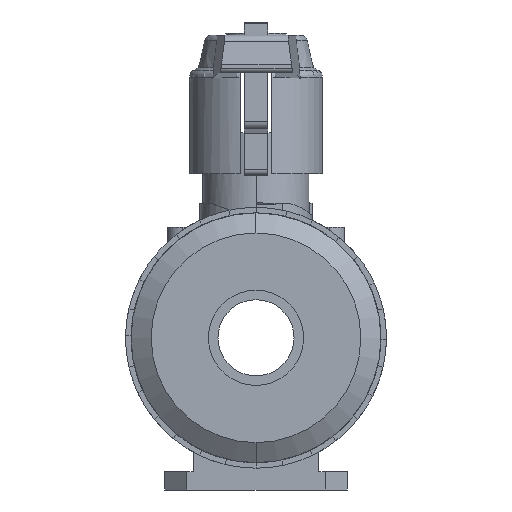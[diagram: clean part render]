
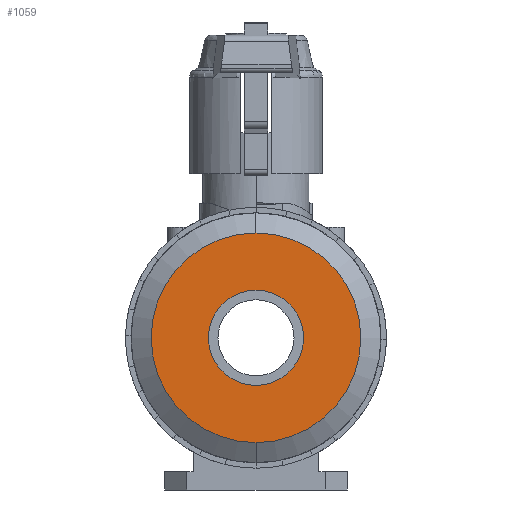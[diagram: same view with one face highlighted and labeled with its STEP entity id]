
A CAD part, left-side view. The second image highlights one B-rep face of the part: STEP entity #1059.
In plain terms, the highlighted planar face has unit normal (-1, 0, 0).
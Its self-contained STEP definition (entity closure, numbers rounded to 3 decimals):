
#1059=ADVANCED_FACE('',(#2133,#2134),#2135,.T.);
#2133=FACE_BOUND('',#3209,.T.);
#2134=FACE_OUTER_BOUND('',#3210,.T.);
#2135=PLANE('',#3211);
#3209=EDGE_LOOP('',(#6560,#6561));
#3210=EDGE_LOOP('',(#6562,#6563));
#3211=AXIS2_PLACEMENT_3D('',#6564,#6565,#6566);
#6560=ORIENTED_EDGE('',*,*,#6653,.F.);
#6561=ORIENTED_EDGE('',*,*,#7995,.F.);
#6562=ORIENTED_EDGE('',*,*,#6695,.F.);
#6563=ORIENTED_EDGE('',*,*,#7996,.F.);
#6564=CARTESIAN_POINT('',(-44.7,0.0,26.225));
#6565=DIRECTION('',(-1.0,0.0,0.0));
#6566=DIRECTION('',(0.0,0.0,1.0));
#6653=EDGE_CURVE('',#8009,#8012,#8013,.T.);
#6695=EDGE_CURVE('',#8090,#8093,#8094,.T.);
#7995=EDGE_CURVE('',#8012,#8009,#10018,.T.);
#7996=EDGE_CURVE('',#8093,#8090,#10019,.T.);
#8009=VERTEX_POINT('',#10032);
#8012=VERTEX_POINT('',#10036);
#8013=CIRCLE('',#10037,12.5);
#8090=VERTEX_POINT('',#10133);
#8093=VERTEX_POINT('',#10137);
#8094=CIRCLE('',#10138,27.55);
#10018=CIRCLE('',#13546,12.5);
#10019=CIRCLE('',#13547,27.55);
#10032=CARTESIAN_POINT('',(-44.7,0.0,27.5));
#10036=CARTESIAN_POINT('',(-44.7,0.,52.5));
#10037=AXIS2_PLACEMENT_3D('',#13560,#13561,#13562);
#10133=CARTESIAN_POINT('',(-44.7,0.0,12.45));
#10137=CARTESIAN_POINT('',(-44.7,0.,67.55));
#10138=AXIS2_PLACEMENT_3D('',#13637,#13638,#13639);
#13546=AXIS2_PLACEMENT_3D('',#15138,#15139,#15140);
#13547=AXIS2_PLACEMENT_3D('',#15141,#15142,#15143);
#13560=CARTESIAN_POINT('',(-44.7,0.0,40.0));
#13561=DIRECTION('',(-1.0,0.0,0.0));
#13562=DIRECTION('',(0.0,0.0,-1.0));
#13637=CARTESIAN_POINT('',(-44.7,0.0,40.0));
#13638=DIRECTION('',(1.0,0.0,0.0));
#13639=DIRECTION('',(0.0,0.0,-1.0));
#15138=CARTESIAN_POINT('',(-44.7,0.0,40.0));
#15139=DIRECTION('',(-1.0,0.0,0.0));
#15140=DIRECTION('',(0.0,0.0,-1.0));
#15141=CARTESIAN_POINT('',(-44.7,0.0,40.0));
#15142=DIRECTION('',(1.0,0.0,0.0));
#15143=DIRECTION('',(0.0,0.0,-1.0));
